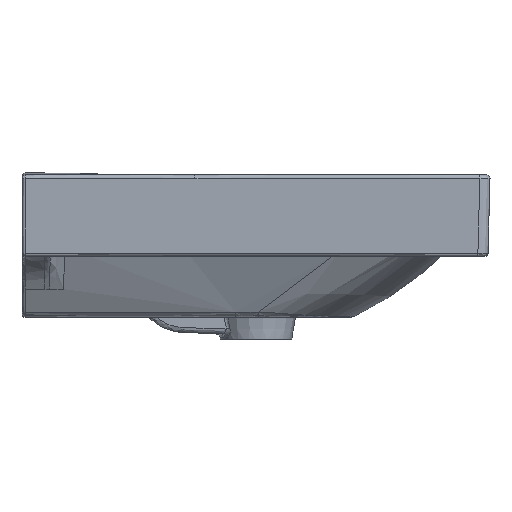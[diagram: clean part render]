
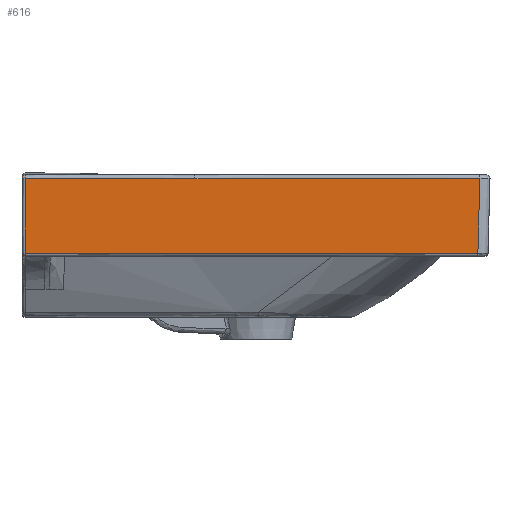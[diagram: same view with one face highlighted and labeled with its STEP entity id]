
A CAD part, left-side view. The second image highlights one B-rep face of the part: STEP entity #616.
In plain terms, the highlighted free-form (B-spline) face has degree [1, 3] with [3, 7] control points.
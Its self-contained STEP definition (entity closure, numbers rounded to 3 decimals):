
#415=B_SPLINE_SURFACE_WITH_KNOTS('',1,3,((#29959,#29960,#29961,#29962,#29963,
#29964,#29965),(#29966,#29967,#29968,#29969,#29970,#29971,#29972),(#29973,
#29974,#29975,#29976,#29977,#29978,#29979)),.UNSPECIFIED.,.F.,.F.,.F.,(2,
1,2),(4,3,4),(0.,0.018,1.),(0.,0.99,1.),
 .UNSPECIFIED.);
#616=ADVANCED_FACE('',(#2222),#415,.T.);
#2222=FACE_OUTER_BOUND('',#3174,.T.);
#3174=EDGE_LOOP('',(#6143,#6144,#6145,#6146,#6147));
#4366=B_SPLINE_CURVE_WITH_KNOTS('',3,(#29903,#29904,#29905,#29906,#29907,
#29908,#29909,#29910,#29911,#29912,#29913,#29914,#29915,#29916,#29917,#29918,
#29919,#29920,#29921,#29922,#29923,#29924),.UNSPECIFIED.,.F.,.F.,(4,3,3,
3,3,3,3,4),(0.,0.294,0.368,0.515,0.662,
0.735,0.883,1.),.UNSPECIFIED.);
#4367=B_SPLINE_CURVE_WITH_KNOTS('',1,(#29927,#29928),.UNSPECIFIED.,.F.,
 .F.,(2,2),(0.,1.),.UNSPECIFIED.);
#4368=B_SPLINE_CURVE_WITH_KNOTS('',3,(#29930,#29931,#29932,#29933),
 .UNSPECIFIED.,.F.,.F.,(4,4),(0.,1.),.UNSPECIFIED.);
#4369=B_SPLINE_CURVE_WITH_KNOTS('',3,(#29935,#29936,#29937,#29938,#29939,
#29940,#29941,#29942,#29943,#29944),.UNSPECIFIED.,.F.,.F.,(4,3,3,4),(0.,
0.232,0.641,1.),.UNSPECIFIED.);
#4370=B_SPLINE_CURVE_WITH_KNOTS('',3,(#29946,#29947,#29948,#29949,#29950,
#29951,#29952,#29953,#29954,#29955,#29956,#29957,#29958),.UNSPECIFIED.,
 .F.,.F.,(4,3,3,3,4),(0.,0.025,0.125,0.525,
1.),.UNSPECIFIED.);
#6143=ORIENTED_EDGE('',*,*,#12194,.T.);
#6144=ORIENTED_EDGE('',*,*,#12195,.T.);
#6145=ORIENTED_EDGE('',*,*,#12196,.T.);
#6146=ORIENTED_EDGE('',*,*,#12197,.T.);
#6147=ORIENTED_EDGE('',*,*,#12198,.T.);
#10793=VERTEX_POINT('',#29925);
#10794=VERTEX_POINT('',#29926);
#10795=VERTEX_POINT('',#29929);
#10796=VERTEX_POINT('',#29934);
#10797=VERTEX_POINT('',#29945);
#12194=EDGE_CURVE('',#10793,#10794,#4366,.T.);
#12195=EDGE_CURVE('',#10794,#10795,#4367,.T.);
#12196=EDGE_CURVE('',#10795,#10796,#4368,.T.);
#12197=EDGE_CURVE('',#10796,#10797,#4369,.T.);
#12198=EDGE_CURVE('',#10797,#10793,#4370,.T.);
#29903=CARTESIAN_POINT('',(-399.906,-170.,-3.592));
#29904=CARTESIAN_POINT('',(-399.906,-153.623,-3.592));
#29905=CARTESIAN_POINT('',(-399.906,-137.246,-3.596));
#29906=CARTESIAN_POINT('',(-399.907,-120.869,-3.582));
#29907=CARTESIAN_POINT('',(-399.907,-116.775,-3.579));
#29908=CARTESIAN_POINT('',(-399.907,-112.68,-3.574));
#29909=CARTESIAN_POINT('',(-399.907,-108.586,-3.571));
#29910=CARTESIAN_POINT('',(-399.907,-100.398,-3.564));
#29911=CARTESIAN_POINT('',(-399.907,-92.209,-3.564));
#29912=CARTESIAN_POINT('',(-399.907,-84.02,-3.566));
#29913=CARTESIAN_POINT('',(-399.907,-75.832,-3.568));
#29914=CARTESIAN_POINT('',(-399.907,-67.643,-3.572));
#29915=CARTESIAN_POINT('',(-399.907,-59.455,-3.574));
#29916=CARTESIAN_POINT('',(-399.907,-55.361,-3.574));
#29917=CARTESIAN_POINT('',(-399.907,-51.266,-3.574));
#29918=CARTESIAN_POINT('',(-399.907,-47.172,-3.573));
#29919=CARTESIAN_POINT('',(-399.907,-38.984,-3.57));
#29920=CARTESIAN_POINT('',(-399.907,-30.795,-3.56));
#29921=CARTESIAN_POINT('',(-399.908,-22.607,-3.548));
#29922=CARTESIAN_POINT('',(-399.908,-16.071,-3.537));
#29923=CARTESIAN_POINT('',(-399.908,-9.536,-3.525));
#29924=CARTESIAN_POINT('',(-399.908,-3.,-3.515));
#29925=CARTESIAN_POINT('',(-399.906,-170.,-3.592));
#29926=CARTESIAN_POINT('',(-399.908,-3.,-3.515));
#29927=CARTESIAN_POINT('',(-399.908,-3.,-3.515));
#29928=CARTESIAN_POINT('',(-397.982,-3.,-77.079));
#29929=CARTESIAN_POINT('',(-397.982,-3.,-77.079));
#29930=CARTESIAN_POINT('',(-397.982,-3.,-77.079));
#29931=CARTESIAN_POINT('',(-397.982,-151.328,-77.079));
#29932=CARTESIAN_POINT('',(-397.982,-299.657,-77.079));
#29933=CARTESIAN_POINT('',(-397.982,-447.985,-77.079));
#29934=CARTESIAN_POINT('',(-397.982,-447.985,-77.079));
#29935=CARTESIAN_POINT('',(-397.982,-447.985,-77.079));
#29936=CARTESIAN_POINT('',(-398.131,-448.134,-71.39));
#29937=CARTESIAN_POINT('',(-398.28,-448.283,-65.702));
#29938=CARTESIAN_POINT('',(-398.429,-448.432,-60.014));
#29939=CARTESIAN_POINT('',(-398.691,-448.694,-50.011));
#29940=CARTESIAN_POINT('',(-398.953,-448.956,-40.009));
#29941=CARTESIAN_POINT('',(-399.215,-449.218,-30.007));
#29942=CARTESIAN_POINT('',(-399.445,-449.448,-21.202));
#29943=CARTESIAN_POINT('',(-399.676,-449.679,-12.397));
#29944=CARTESIAN_POINT('',(-399.906,-449.909,-3.592));
#29945=CARTESIAN_POINT('',(-399.906,-449.909,-3.592));
#29946=CARTESIAN_POINT('',(-399.906,-449.909,-3.592));
#29947=CARTESIAN_POINT('',(-399.906,-447.576,-3.592));
#29948=CARTESIAN_POINT('',(-399.906,-445.243,-3.592));
#29949=CARTESIAN_POINT('',(-399.906,-442.909,-3.592));
#29950=CARTESIAN_POINT('',(-399.906,-433.576,-3.592));
#29951=CARTESIAN_POINT('',(-399.906,-424.243,-3.592));
#29952=CARTESIAN_POINT('',(-399.906,-414.909,-3.592));
#29953=CARTESIAN_POINT('',(-399.906,-377.576,-3.592));
#29954=CARTESIAN_POINT('',(-399.906,-340.243,-3.592));
#29955=CARTESIAN_POINT('',(-399.906,-302.909,-3.592));
#29956=CARTESIAN_POINT('',(-399.906,-258.606,-3.592));
#29957=CARTESIAN_POINT('',(-399.906,-214.303,-3.592));
#29958=CARTESIAN_POINT('',(-399.906,-170.,-3.592));
#29959=CARTESIAN_POINT('',(-400.053,0.,2.));
#29960=CARTESIAN_POINT('',(-400.053,-153.333,2.));
#29961=CARTESIAN_POINT('',(-400.053,-306.667,2.));
#29962=CARTESIAN_POINT('',(-400.053,-460.,2.));
#29963=CARTESIAN_POINT('',(-400.053,-461.533,2.));
#29964=CARTESIAN_POINT('',(-400.053,-463.067,2.));
#29965=CARTESIAN_POINT('',(-400.053,-464.6,2.));
#29966=CARTESIAN_POINT('',(-400.006,0.,0.229));
#29967=CARTESIAN_POINT('',(-400.006,-153.333,0.229));
#29968=CARTESIAN_POINT('',(-400.006,-306.667,0.229));
#29969=CARTESIAN_POINT('',(-400.006,-460.,0.229));
#29970=CARTESIAN_POINT('',(-400.006,-461.533,0.229));
#29971=CARTESIAN_POINT('',(-400.006,-463.067,0.229));
#29972=CARTESIAN_POINT('',(-400.006,-464.6,0.229));
#29973=CARTESIAN_POINT('',(-397.481,0.,-96.229));
#29974=CARTESIAN_POINT('',(-397.481,-153.333,-96.229));
#29975=CARTESIAN_POINT('',(-397.481,-306.667,-96.229));
#29976=CARTESIAN_POINT('',(-397.481,-460.,-96.229));
#29977=CARTESIAN_POINT('',(-397.481,-461.533,-96.229));
#29978=CARTESIAN_POINT('',(-397.481,-463.067,-96.229));
#29979=CARTESIAN_POINT('',(-397.481,-464.6,-96.229));
